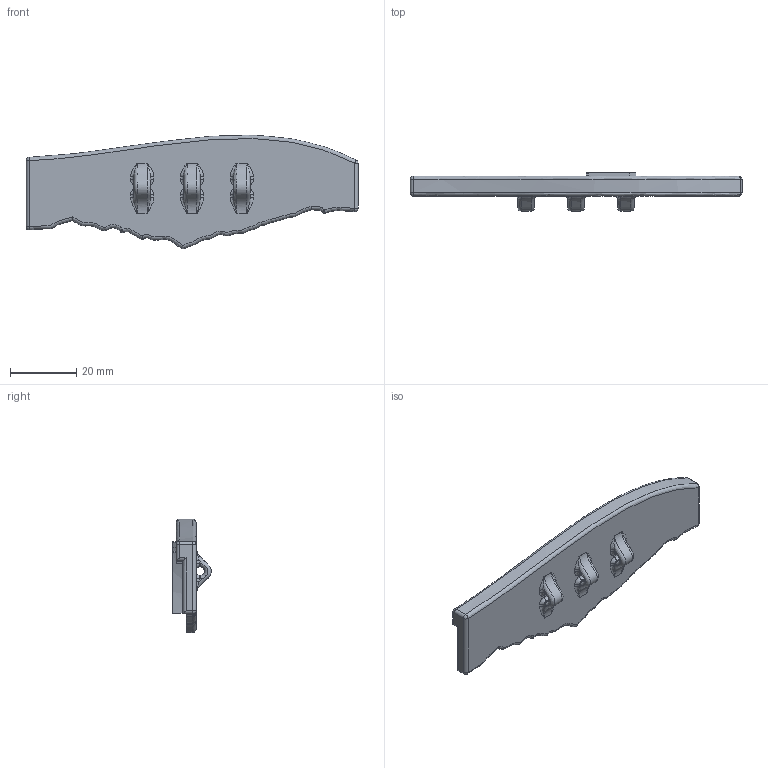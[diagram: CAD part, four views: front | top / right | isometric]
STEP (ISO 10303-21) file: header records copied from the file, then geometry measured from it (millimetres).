
FILE_DESCRIPTION (( 'STEP AP214' ), '1' );
FILE_NAME ('Kilt Pin V2.STEP', '2017-04-29T12:01:38', ( '' ), ( '' ), 'SwSTEP 2.0', 'SolidWorks 2012', '' );
FILE_SCHEMA (( 'AUTOMOTIVE_DESIGN' ));
Length unit declared in the file: metre
Products named in the file (1): Kilt Pin V2
Bounding box: 100 x 11.56 x 34.14 mm (x, y, z)
Volume: 12004.3 mm3; surface area: 6750.7 mm2
Topology: 1 solids, 1 shells, 176 faces, 444 edges, 262 vertices
Faces by surface type: cylinder 57, plane 50, bspline 45, torus 18, sphere 6
Entity records: 11219 total; most frequent: CARTESIAN_POINT 7339, ORIENTED_EDGE 870, DIRECTION 708, EDGE_CURVE 435, VERTEX_POINT 262, AXIS2_PLACEMENT_3D 260, LINE 188, VECTOR 188
